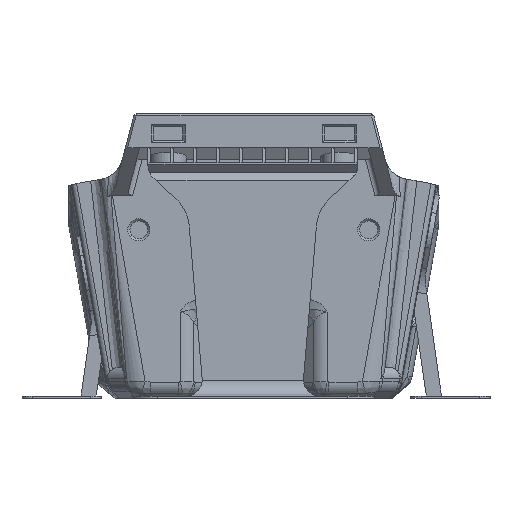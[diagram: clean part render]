
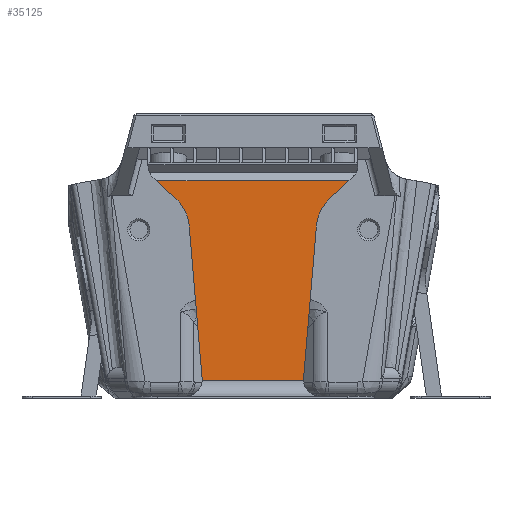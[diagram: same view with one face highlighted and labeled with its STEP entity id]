
A CAD part, front view. The second image highlights one B-rep face of the part: STEP entity #35125.
In plain terms, the highlighted planar face has unit normal (0, -1, 0).
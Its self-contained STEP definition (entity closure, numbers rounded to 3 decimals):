
#2353=CIRCLE('',#38202,3.);
#2354=CIRCLE('',#38203,3.);
#2355=CIRCLE('',#38204,8.);
#2356=CIRCLE('',#38205,8.);
#12479=ORIENTED_EDGE('',*,*,#18062,.T.);
#12480=ORIENTED_EDGE('',*,*,#18063,.T.);
#12481=ORIENTED_EDGE('',*,*,#18064,.T.);
#12482=ORIENTED_EDGE('',*,*,#18060,.F.);
#12483=ORIENTED_EDGE('',*,*,#18065,.T.);
#12484=ORIENTED_EDGE('',*,*,#18066,.T.);
#12485=ORIENTED_EDGE('',*,*,#18067,.F.);
#12486=ORIENTED_EDGE('',*,*,#18068,.F.);
#12487=ORIENTED_EDGE('',*,*,#18069,.T.);
#12488=ORIENTED_EDGE('',*,*,#18070,.T.);
#18060=EDGE_CURVE('',#21545,#21546,#24582,.T.);
#18062=EDGE_CURVE('',#21547,#21548,#2353,.T.);
#18063=EDGE_CURVE('',#21548,#21549,#24584,.F.);
#18064=EDGE_CURVE('',#21549,#21546,#2354,.T.);
#18065=EDGE_CURVE('',#21545,#21550,#2355,.T.);
#18066=EDGE_CURVE('',#21550,#21551,#24585,.T.);
#18067=EDGE_CURVE('',#21552,#21551,#24586,.T.);
#18068=EDGE_CURVE('',#21553,#21552,#24587,.T.);
#18069=EDGE_CURVE('',#21553,#21554,#2356,.T.);
#18070=EDGE_CURVE('',#21554,#21547,#24588,.T.);
#21545=VERTEX_POINT('',#65945);
#21546=VERTEX_POINT('',#65947);
#21547=VERTEX_POINT('',#65951);
#21548=VERTEX_POINT('',#65952);
#21549=VERTEX_POINT('',#65954);
#21550=VERTEX_POINT('',#65957);
#21551=VERTEX_POINT('',#65959);
#21552=VERTEX_POINT('',#65961);
#21553=VERTEX_POINT('',#65963);
#21554=VERTEX_POINT('',#65965);
#24582=LINE('',#65946,#27692);
#24584=LINE('',#65953,#27694);
#24585=LINE('',#65958,#27695);
#24586=LINE('',#65960,#27696);
#24587=LINE('',#65962,#27697);
#24588=LINE('',#65966,#27698);
#27692=VECTOR('',#46711,1000.);
#27694=VECTOR('',#46717,1000.);
#27695=VECTOR('',#46722,1000.);
#27696=VECTOR('',#46723,1000.);
#27697=VECTOR('',#46724,1000.);
#27698=VECTOR('',#46727,1000.);
#29971=EDGE_LOOP('',(#12479,#12480,#12481,#12482,#12483,#12484,#12485,#12486,
#12487,#12488));
#32063=FACE_BOUND('',#29971,.T.);
#33206=PLANE('',#38201);
#35125=ADVANCED_FACE('',(#32063),#33206,.F.);
#38201=AXIS2_PLACEMENT_3D('',#65949,#46713,#46714);
#38202=AXIS2_PLACEMENT_3D('',#65950,#46715,#46716);
#38203=AXIS2_PLACEMENT_3D('',#65955,#46718,#46719);
#38204=AXIS2_PLACEMENT_3D('',#65956,#46720,#46721);
#38205=AXIS2_PLACEMENT_3D('',#65964,#46725,#46726);
#46711=DIRECTION('',(-0.084,0.,-0.996));
#46713=DIRECTION('',(0.,1.,0.));
#46714=DIRECTION('',(0.,0.,1.));
#46715=DIRECTION('',(0.,1.,0.));
#46716=DIRECTION('',(0.,0.,1.));
#46717=DIRECTION('',(-1.,0.,0.));
#46718=DIRECTION('',(0.,1.,0.));
#46719=DIRECTION('',(0.,0.,1.));
#46720=DIRECTION('',(0.,1.,0.));
#46721=DIRECTION('',(0.,0.,1.));
#46722=DIRECTION('',(0.731,0.,0.682));
#46723=DIRECTION('',(1.,0.,0.));
#46724=DIRECTION('',(-0.731,0.,0.682));
#46725=DIRECTION('',(0.,1.,0.));
#46726=DIRECTION('',(0.,0.,1.));
#46727=DIRECTION('',(0.084,0.,-0.996));
#65945=CARTESIAN_POINT('',(11.856,-32.314,32.579));
#65946=CARTESIAN_POINT('',(36.482,-32.314,324.724));
#65947=CARTESIAN_POINT('',(9.418,-32.314,3.652));
#65949=CARTESIAN_POINT('',(0.,-32.314,327.8));
#65950=CARTESIAN_POINT('',(-12.767,-32.314,3.4));
#65951=CARTESIAN_POINT('',(-9.777,-32.314,3.652));
#65952=CARTESIAN_POINT('',(-9.767,-32.314,3.4));
#65953=CARTESIAN_POINT('',(9.143,-32.314,3.4));
#65954=CARTESIAN_POINT('',(9.407,-32.314,3.4));
#65955=CARTESIAN_POINT('',(12.407,-32.314,3.4));
#65956=CARTESIAN_POINT('',(19.828,-32.314,31.907));
#65957=CARTESIAN_POINT('',(14.372,-32.314,37.757));
#65958=CARTESIAN_POINT('',(16.736,-32.314,39.963));
#65959=CARTESIAN_POINT('',(17.982,-32.314,41.124));
#65960=CARTESIAN_POINT('',(-65.369,-32.314,41.124));
#65961=CARTESIAN_POINT('',(-18.341,-32.314,41.124));
#65962=CARTESIAN_POINT('',(-17.096,-32.314,39.963));
#65963=CARTESIAN_POINT('',(-14.731,-32.314,37.757));
#65964=CARTESIAN_POINT('',(-20.187,-32.314,31.907));
#65965=CARTESIAN_POINT('',(-12.216,-32.314,32.579));
#65966=CARTESIAN_POINT('',(-36.839,-32.314,324.694));
